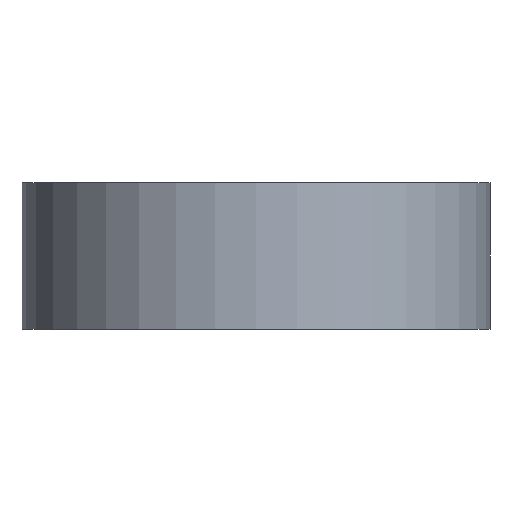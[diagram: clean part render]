
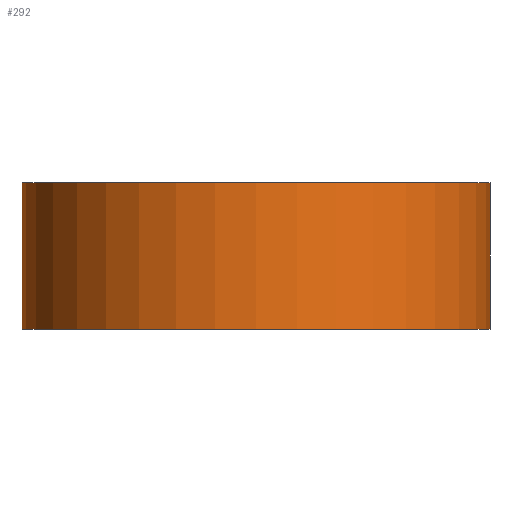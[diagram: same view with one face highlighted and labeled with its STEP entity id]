
A CAD part, front view. The second image highlights one B-rep face of the part: STEP entity #292.
In plain terms, the highlighted cylindrical face has radius 40 mm (diameter 80 mm), a full revolution.
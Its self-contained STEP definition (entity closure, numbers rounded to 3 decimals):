
#37=FACE_OUTER_BOUND('',#55,.T.);
#55=EDGE_LOOP('',(#255,#256,#257,#258));
#90=CIRCLE('',#329,40.);
#91=CIRCLE('',#330,40.);
#101=LINE('',#1975,#111);
#111=VECTOR('',#386,40.);
#138=VERTEX_POINT('',#1972);
#139=VERTEX_POINT('',#1974);
#179=EDGE_CURVE('',#138,#138,#90,.T.);
#180=EDGE_CURVE('',#138,#139,#101,.T.);
#181=EDGE_CURVE('',#139,#139,#91,.T.);
#255=ORIENTED_EDGE('',*,*,#179,.F.);
#256=ORIENTED_EDGE('',*,*,#180,.T.);
#257=ORIENTED_EDGE('',*,*,#181,.F.);
#258=ORIENTED_EDGE('',*,*,#180,.F.);
#277=CYLINDRICAL_SURFACE('',#328,40.);
#292=ADVANCED_FACE('',(#37),#277,.T.);
#328=AXIS2_PLACEMENT_3D('',#1971,#382,#383);
#329=AXIS2_PLACEMENT_3D('',#1973,#384,#385);
#330=AXIS2_PLACEMENT_3D('',#1976,#387,#388);
#382=DIRECTION('center_axis',(0.,0.,1.));
#383=DIRECTION('ref_axis',(1.,0.,0.));
#384=DIRECTION('center_axis',(0.,0.,1.));
#385=DIRECTION('ref_axis',(1.,0.,0.));
#386=DIRECTION('',(0.,0.,-1.));
#387=DIRECTION('center_axis',(0.,0.,-1.));
#388=DIRECTION('ref_axis',(1.,0.,0.));
#1971=CARTESIAN_POINT('Origin',(0.,0.,12.5));
#1972=CARTESIAN_POINT('',(-40.,0.,25.));
#1973=CARTESIAN_POINT('Origin',(0.,0.,25.));
#1974=CARTESIAN_POINT('',(-40.,0.,0.));
#1975=CARTESIAN_POINT('',(-40.,0.,12.5));
#1976=CARTESIAN_POINT('Origin',(0.,0.,0.));
